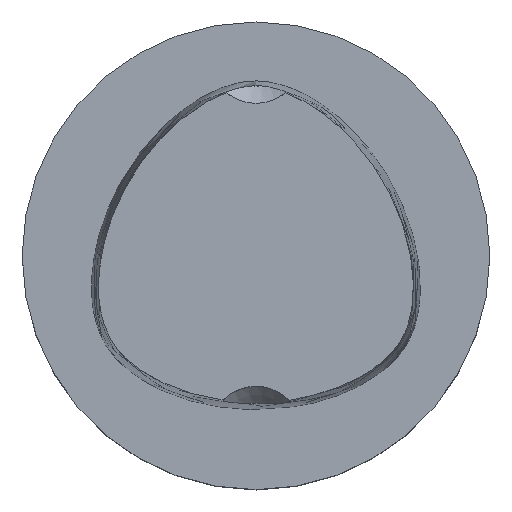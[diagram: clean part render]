
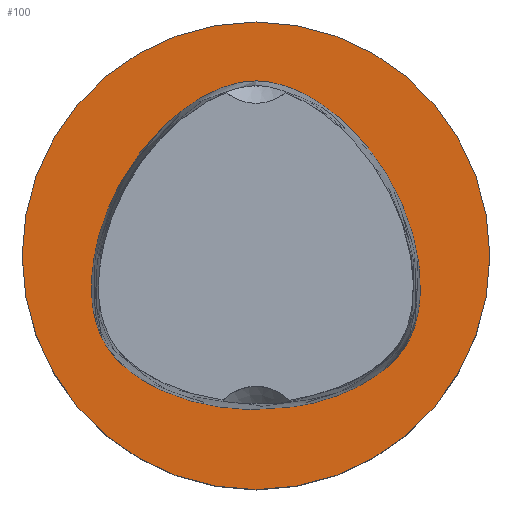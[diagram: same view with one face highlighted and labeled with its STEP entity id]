
A CAD part, top view. The second image highlights one B-rep face of the part: STEP entity #100.
In plain terms, the highlighted planar face has unit normal (0, 0, 1).
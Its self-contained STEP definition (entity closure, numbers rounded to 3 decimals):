
#83=EDGE_CURVE('240[2]',#205,#205,#206,.T.);
#100=ADVANCED_FACE('240[2]',(#229,#230),#231,.T.);
#110=EDGE_CURVE('240[2]',#244,#244,#245,.T.);
#205=VERTEX_POINT('',#365);
#206=B_SPLINE_CURVE_WITH_KNOTS('',3,(#366,#367,#368,#369,#370,#371,#372,#373,#374,#375,#376,#377,#378,#379,#380,#381,#382,#383,#384,#385,#386,#387,#388,#389,#390,#391,#392,#393,#394,#395,#396,#397,#398,#399,#400,#401,#402,#403,#404,#405,#406,#407,#408,#409,#410,#411,#412,#413,#414,#415),.UNSPECIFIED.,.T.,.F.,(4,2,2,2,2,2,2,2,2,2,2,2,2,2,2,2,2,2,2,2,2,2,2,2,4),(0.0,10.573,15.48,17.942,19.829,22.281,24.781,27.037,28.014,28.819,29.843,30.934,31.673,32.141,33.291,33.736,34.269,34.957,35.613,36.174,36.854,37.682,38.191,38.626,39.537),.UNSPECIFIED.);
#229=FACE_BOUND('',#1467,.T.);
#230=FACE_OUTER_BOUND('',#1468,.T.);
#231=PLANE('',#1469);
#244=VERTEX_POINT('',#1491);
#245=CIRCLE('',#1492,24.99);
#365=CARTESIAN_POINT('',(0.001,18.694,0.0));
#366=CARTESIAN_POINT('',(-13.909,8.803,0.0));
#367=CARTESIAN_POINT('',(-12.072,11.81,0.));
#368=CARTESIAN_POINT('',(-9.843,14.131,0.));
#369=CARTESIAN_POINT('',(-6.472,16.593,0.));
#370=CARTESIAN_POINT('',(-4.888,17.605,0.));
#371=CARTESIAN_POINT('',(-2.138,18.483,0.));
#372=CARTESIAN_POINT('',(-0.77,18.787,0.));
#373=CARTESIAN_POINT('',(1.824,18.573,0.));
#374=CARTESIAN_POINT('',(2.923,18.261,0.));
#375=CARTESIAN_POINT('',(5.187,17.353,0.));
#376=CARTESIAN_POINT('',(6.786,16.493,0.));
#377=CARTESIAN_POINT('',(10.302,13.593,0.));
#378=CARTESIAN_POINT('',(12.34,11.451,0.));
#379=CARTESIAN_POINT('',(15.661,5.856,0.));
#380=CARTESIAN_POINT('',(16.894,2.718,0.));
#381=CARTESIAN_POINT('',(17.577,-2.023,0.));
#382=CARTESIAN_POINT('',(17.719,-3.988,0.));
#383=CARTESIAN_POINT('',(17.044,-7.733,0.));
#384=CARTESIAN_POINT('',(16.524,-8.83,0.));
#385=CARTESIAN_POINT('',(15.285,-10.766,0.));
#386=CARTESIAN_POINT('',(14.438,-11.601,0.));
#387=CARTESIAN_POINT('',(12.573,-13.065,0.));
#388=CARTESIAN_POINT('',(11.063,-14.051,0.));
#389=CARTESIAN_POINT('',(7.23,-15.495,0.));
#390=CARTESIAN_POINT('',(5.767,-15.86,0.));
#391=CARTESIAN_POINT('',(3.667,-16.19,0.));
#392=CARTESIAN_POINT('',(2.925,-16.258,0.));
#393=CARTESIAN_POINT('',(0.351,-16.494,0.));
#394=CARTESIAN_POINT('',(-0.366,-16.492,0.));
#395=CARTESIAN_POINT('',(-2.635,-16.288,0.));
#396=CARTESIAN_POINT('',(-3.34,-16.216,0.));
#397=CARTESIAN_POINT('',(-4.42,-16.076,0.));
#398=CARTESIAN_POINT('',(-5.819,-15.878,0.));
#399=CARTESIAN_POINT('',(-9.946,-14.6,0.));
#400=CARTESIAN_POINT('',(-11.759,-13.642,0.));
#401=CARTESIAN_POINT('',(-14.601,-11.51,0.));
#402=CARTESIAN_POINT('',(-15.444,-10.519,0.));
#403=CARTESIAN_POINT('',(-16.547,-8.746,0.));
#404=CARTESIAN_POINT('',(-17.032,-7.685,0.));
#405=CARTESIAN_POINT('',(-17.687,-4.345,0.));
#406=CARTESIAN_POINT('',(-17.626,-2.617,0.));
#407=CARTESIAN_POINT('',(-17.222,0.688,0.));
#408=CARTESIAN_POINT('',(-16.782,2.423,0.));
#409=CARTESIAN_POINT('',(-15.851,5.014,0.));
#410=CARTESIAN_POINT('',(-15.503,5.801,0.));
#411=CARTESIAN_POINT('',(-14.903,7.046,0.));
#412=CARTESIAN_POINT('',(-14.72,7.384,0.));
#413=CARTESIAN_POINT('',(-14.265,8.22,0.));
#414=CARTESIAN_POINT('',(-14.068,8.544,0.));
#415=CARTESIAN_POINT('',(-13.909,8.803,0.0));
#1467=EDGE_LOOP('',(#1667));
#1468=EDGE_LOOP('',(#1668));
#1469=AXIS2_PLACEMENT_3D('',#1669,#1670,#1671);
#1491=CARTESIAN_POINT('',(0.,24.99,0.));
#1492=AXIS2_PLACEMENT_3D('',#1686,#1687,#1688);
#1667=ORIENTED_EDGE('',*,*,#83,.T.);
#1668=ORIENTED_EDGE('',*,*,#110,.F.);
#1669=CARTESIAN_POINT('',(0.,12.495,0.));
#1670=DIRECTION('',(0.,0.,1.0));
#1671=DIRECTION('',(1.0,0.,0.0));
#1686=CARTESIAN_POINT('',(0.0,0.0,0.0));
#1687=DIRECTION('',(0.,0.,-1.0));
#1688=DIRECTION('',(0.,1.0,0.));
